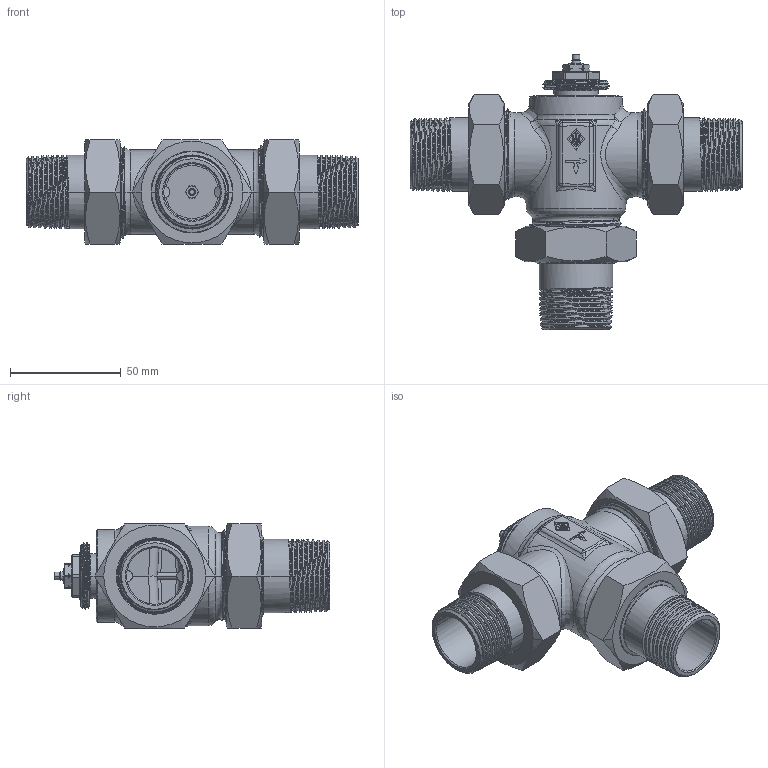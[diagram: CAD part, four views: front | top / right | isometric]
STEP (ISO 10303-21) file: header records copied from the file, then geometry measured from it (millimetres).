
FILE_DESCRIPTION((''),'2;1');
FILE_NAME('4160-24-000-010_SW0001','2014-09-16T',('marann'),(''),'PRO/ENGINEER BY PARAMETRIC TECHNOLOGY CORPORATION, 2011490','PRO/ENGINEER BY PARAMETRIC TECHNOLOGY CORPORATION, 2011490','');
FILE_SCHEMA(('CONFIG_CONTROL_DESIGN'));
Products named in the file (1): 4160-24-000-010_SW0001
Bounding box: 150 x 124.3 x 47 mm (x, y, z)
Volume: 138555 mm3; surface area: 77194.5 mm2
Topology: 2 solids, 2 shells, 1078 faces, 2673 edges, 1644 vertices
Faces by surface type: plane 339, cylinder 262, bspline 192, cone 189, torus 82, sphere 14
Entity records: 83300 total; most frequent: CARTESIAN_POINT 59553, ORIENTED_EDGE 5342, DIRECTION 4341, EDGE_CURVE 2671, VERTEX_POINT 1644, AXIS2_PLACEMENT_3D 1615, EDGE_LOOP 1139, VECTOR 1111
